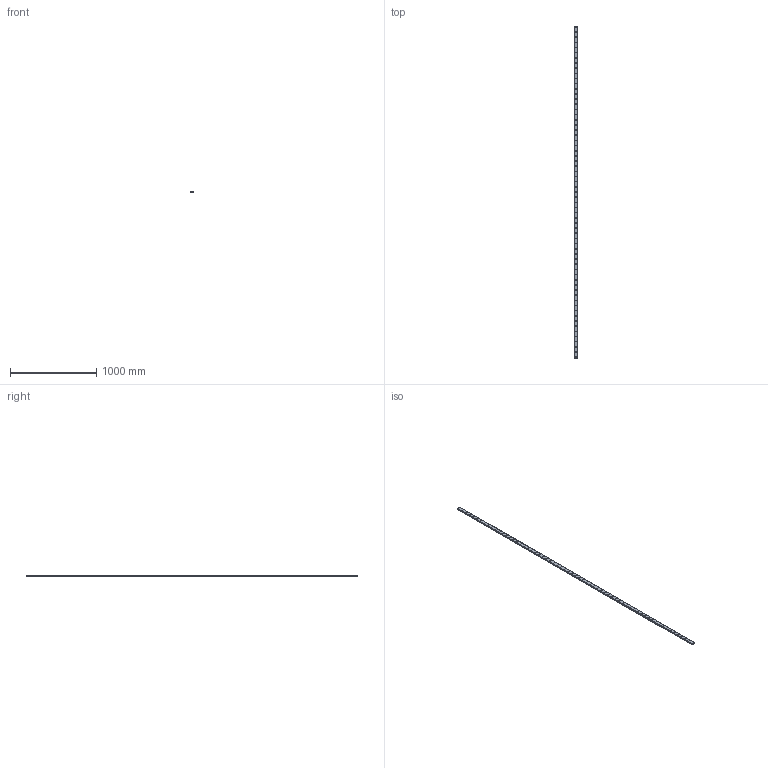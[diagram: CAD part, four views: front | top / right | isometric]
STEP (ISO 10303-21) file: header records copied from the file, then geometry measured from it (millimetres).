
FILE_DESCRIPTION(('STEP AP214'),'1');
FILE_NAME('cctmp_39065F85-F693-4D0A-9845-992C66DDC223_2021_03_04_12_52_50_0940..stp','2021-03-04T11:52:51',('HIWIN GmbH'),('CADClick - www.CADClick.com'),'Spatial InterOp 3D',' ','unknown authorization');
FILE_SCHEMA(('AUTOMOTIVE_DESIGN'));
Length unit declared in the file: millimetre
Products named in the file (1): WER27R3860H_FILE
Bounding box: 42 x 3860 x 15 mm (x, y, z)
Volume: 2246251.8 mm3; surface area: 485606 mm2
Topology: 1 solids, 1 shells, 1273 faces, 2631 edges, 1754 vertices
Faces by surface type: cylinder 798, plane 475
Entity records: 44709 total; most frequent: DIRECTION 6775, CARTESIAN_POINT 5659, ORIENTED_EDGE 5262, AXIS2_PLACEMENT_3D 2870, EDGE_CURVE 2631, VERTEX_POINT 1754, EDGE_LOOP 1667, CIRCLE 1596
